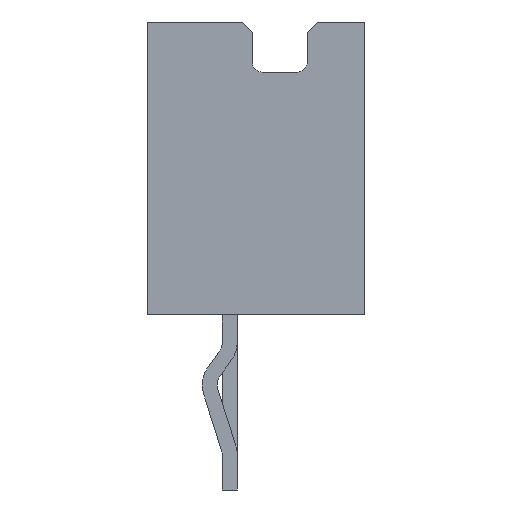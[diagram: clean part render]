
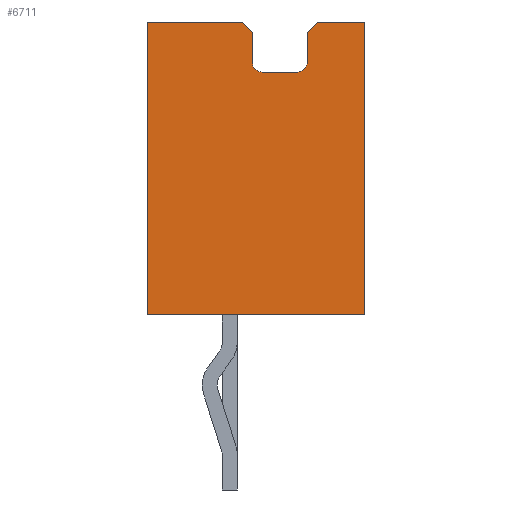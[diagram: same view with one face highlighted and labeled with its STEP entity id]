
A CAD part, left-side view. The second image highlights one B-rep face of the part: STEP entity #6711.
In plain terms, the highlighted planar face has unit normal (-1, 0, 0).
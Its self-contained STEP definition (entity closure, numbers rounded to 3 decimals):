
#121=DIRECTION('',(0.,-1.,0.));
#122=VECTOR('',#121,4.35);
#123=CARTESIAN_POINT('',(-9.,2.175,-2.925));
#124=LINE('',#123,#122);
#429=DIRECTION('',(0.,0.,1.));
#430=VECTOR('',#429,5.85);
#431=CARTESIAN_POINT('',(-9.,-2.175,-2.925));
#432=LINE('',#431,#430);
#525=DIRECTION('',(0.,-1.,0.));
#526=VECTOR('',#525,1.9);
#527=CARTESIAN_POINT('',(-9.,2.175,2.925));
#528=LINE('',#527,#526);
#581=DIRECTION('',(0.,-1.,0.));
#582=VECTOR('',#581,0.95);
#583=CARTESIAN_POINT('',(-9.,-1.225,2.925));
#584=LINE('',#583,#582);
#615=DIRECTION('',(0.,0.707,0.707));
#616=VECTOR('',#615,0.283);
#617=CARTESIAN_POINT('',(-9.,0.075,2.725));
#618=LINE('',#617,#616);
#619=DIRECTION('',(0.,0.,-1.));
#620=VECTOR('',#619,0.6);
#621=CARTESIAN_POINT('',(-9.,0.075,2.725));
#622=LINE('',#621,#620);
#623=CARTESIAN_POINT('',(-9.,-0.125,2.125));
#624=DIRECTION('',(1.,0.,0.));
#625=DIRECTION('',(0.,0.,-1.));
#626=AXIS2_PLACEMENT_3D('',#623,#624,#625);
#628=DIRECTION('',(0.,1.,0.));
#629=VECTOR('',#628,0.7);
#630=CARTESIAN_POINT('',(-9.,-0.825,1.925));
#631=LINE('',#630,#629);
#632=CARTESIAN_POINT('',(-9.,-0.825,2.125));
#633=DIRECTION('',(1.,0.,0.));
#634=DIRECTION('',(0.,-1.,0.));
#635=AXIS2_PLACEMENT_3D('',#632,#633,#634);
#637=DIRECTION('',(0.,0.,-1.));
#638=VECTOR('',#637,0.6);
#639=CARTESIAN_POINT('',(-9.,-1.025,2.725));
#640=LINE('',#639,#638);
#641=DIRECTION('',(0.,0.707,-0.707));
#642=VECTOR('',#641,0.283);
#643=CARTESIAN_POINT('',(-9.,-1.225,2.925));
#644=LINE('',#643,#642);
#645=DIRECTION('',(0.,0.,1.));
#646=VECTOR('',#645,5.85);
#647=CARTESIAN_POINT('',(-9.,2.175,-2.925));
#648=LINE('',#647,#646);
#4683=CARTESIAN_POINT('',(-9.,2.175,-2.925));
#4684=CARTESIAN_POINT('',(-9.,-2.175,-2.925));
#4685=VERTEX_POINT('',#4683);
#4686=VERTEX_POINT('',#4684);
#4687=CARTESIAN_POINT('',(-9.,-2.175,2.925));
#4689=VERTEX_POINT('',#4687);
#4692=CARTESIAN_POINT('',(-9.,2.175,2.925));
#4694=VERTEX_POINT('',#4692);
#4707=CARTESIAN_POINT('',(-9.,-1.025,2.125));
#4708=CARTESIAN_POINT('',(-9.,-0.825,1.925));
#4709=VERTEX_POINT('',#4707);
#4710=VERTEX_POINT('',#4708);
#4711=CARTESIAN_POINT('',(-9.,-0.125,1.925));
#4712=VERTEX_POINT('',#4711);
#4713=CARTESIAN_POINT('',(-9.,0.075,2.125));
#4714=VERTEX_POINT('',#4713);
#4945=CARTESIAN_POINT('',(-9.,0.075,2.725));
#4946=CARTESIAN_POINT('',(-9.,0.275,2.925));
#4947=VERTEX_POINT('',#4945);
#4948=VERTEX_POINT('',#4946);
#5013=CARTESIAN_POINT('',(-9.,-1.225,2.925));
#5014=CARTESIAN_POINT('',(-9.,-1.025,2.725));
#5015=VERTEX_POINT('',#5013);
#5016=VERTEX_POINT('',#5014);
#6686=CARTESIAN_POINT('',(-9.,2.175,-2.925));
#6687=DIRECTION('',(-1.,0.,0.));
#6688=DIRECTION('',(0.,-1.,0.));
#6689=AXIS2_PLACEMENT_3D('',#6686,#6687,#6688);
#6690=PLANE('',#6689);
#6691=ORIENTED_EDGE('',*,*,#6676,.F.);
#6693=ORIENTED_EDGE('',*,*,#6692,.T.);
#6695=ORIENTED_EDGE('',*,*,#6694,.F.);
#6697=ORIENTED_EDGE('',*,*,#6696,.F.);
#6699=ORIENTED_EDGE('',*,*,#6698,.F.);
#6701=ORIENTED_EDGE('',*,*,#6700,.F.);
#6703=ORIENTED_EDGE('',*,*,#6702,.F.);
#6704=ORIENTED_EDGE('',*,*,#6655,.T.);
#6705=ORIENTED_EDGE('',*,*,#6466,.F.);
#6706=ORIENTED_EDGE('',*,*,#6260,.F.);
#6707=ORIENTED_EDGE('',*,*,#6317,.T.);
#6708=ORIENTED_EDGE('',*,*,#6621,.T.);
#6709=EDGE_LOOP('',(#6691,#6693,#6695,#6697,#6699,#6701,#6703,#6704,#6705,#6706,
#6707,#6708));
#6710=FACE_OUTER_BOUND('',#6709,.F.);
#6711=ADVANCED_FACE('',(#6710),#6690,.T.);
#627=CIRCLE('',#626,0.2);
#636=CIRCLE('',#635,0.2);
#6260=EDGE_CURVE('',#4685,#4686,#124,.T.);
#6317=EDGE_CURVE('',#4685,#4694,#648,.T.);
#6466=EDGE_CURVE('',#4686,#4689,#432,.T.);
#6621=EDGE_CURVE('',#4694,#4948,#528,.T.);
#6655=EDGE_CURVE('',#5015,#4689,#584,.T.);
#6676=EDGE_CURVE('',#4947,#4948,#618,.T.);
#6692=EDGE_CURVE('',#4947,#4714,#622,.T.);
#6694=EDGE_CURVE('',#4712,#4714,#627,.T.);
#6696=EDGE_CURVE('',#4710,#4712,#631,.T.);
#6698=EDGE_CURVE('',#4709,#4710,#636,.T.);
#6700=EDGE_CURVE('',#5016,#4709,#640,.T.);
#6702=EDGE_CURVE('',#5015,#5016,#644,.T.);
